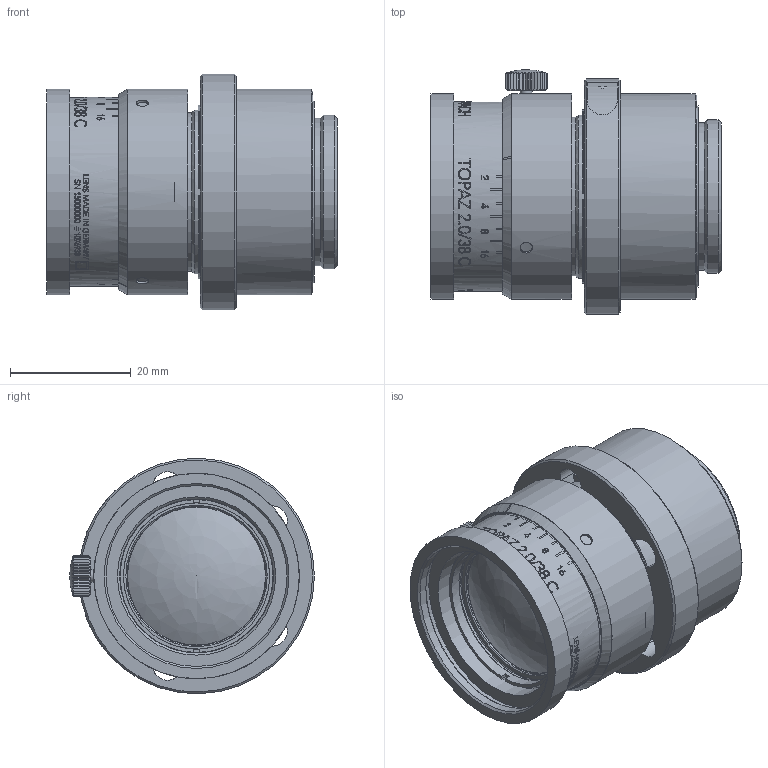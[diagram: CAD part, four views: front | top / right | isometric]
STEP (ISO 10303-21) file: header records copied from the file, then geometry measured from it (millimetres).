
FILE_DESCRIPTION(/* description */ (''),/* implementation_level */ '2;1');
FILE_NAME(/* name */ '1076930_00161971_002.stp',/* time_stamp */ '2021-09-15T16:20:13+02:00',/* author */ (''),/* organization */ (''),/* preprocessor_version */ 'ST-DEVELOPER v16',/* originating_system */ 'SIEMENS PLM Software NX 10.0',/* authorisation */ '');
FILE_SCHEMA (('AP203_CONFIGURATION_CONTROLLED_3D_DESIGN_OF_MECHANICAL_PARTS_AND_ASSEMBLIES_MIM_LF { 1 0 10303 403 2 1 2}'));
Length unit declared in the file: millimetre
Products named in the file (1): Froe65F0944Bgr8v
Bounding box: 48 x 40.5 x 38.99 mm (x, y, z)
Volume: 35196.6 mm3; surface area: 13793.8 mm2
Topology: 1 solids, 5 shells, 503 faces, 1721 edges, 1342 vertices
Faces by surface type: plane 223, cylinder 215, cone 52, torus 8, bspline 2, revolution 2, sphere 1
Full cylindrical faces by diameter (mm): 2 x1, 2.05 x3, 2.5 x2, 2.7 x3, 2.8 x1, 4.5 x1, 18 x1, 19 x1, 19.5 x1, 19.8 x1, 22.2 x1, 23 x1, 24.006 x1, 24.2 x1, 24.4 x1, 25 x1, 25.3 x1, 25.4 x1, 25.46 x1, 26.2 x1, 26.3 x1, 27 x2, 27.2 x2, 28.5 x1, 29.96 x1, 30 x1, 30.6 x1, 31.3 x2, 32 x1, 34 x3
Entity records: 22026 total; most frequent: CARTESIAN_POINT 8384, ORIENTED_EDGE 3185, DIRECTION 2128, EDGE_CURVE 1612, VERTEX_POINT 1308, AXIS2_PLACEMENT_3D 849, B_SPLINE_CURVE_WITH_KNOTS 797, EDGE_LOOP 721
